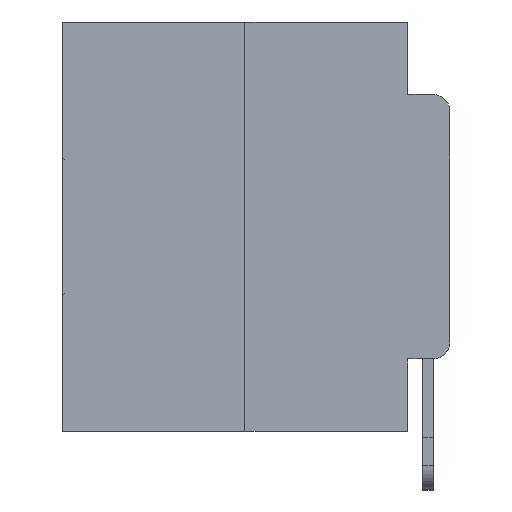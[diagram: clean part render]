
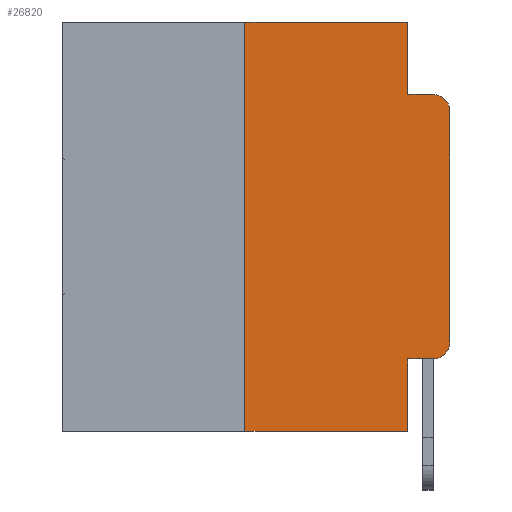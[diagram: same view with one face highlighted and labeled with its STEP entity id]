
A CAD part, left-side view. The second image highlights one B-rep face of the part: STEP entity #26820.
In plain terms, the highlighted planar face has unit normal (-1, 0, 0).
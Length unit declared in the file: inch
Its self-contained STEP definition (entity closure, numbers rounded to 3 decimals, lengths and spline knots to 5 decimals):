
#220 = CARTESIAN_POINT ( 'NONE',  ( 0., 0.25, 0. ) ) ;
#295 = LINE ( 'NONE', #4745, #11790 ) ;
#329 = CIRCLE ( 'NONE', #24076, 0.02 ) ;
#332 = DIRECTION ( 'NONE',  ( 0., -1., 0. ) ) ;
#708 = CARTESIAN_POINT ( 'NONE',  ( 0., 0.051, -0.5 ) ) ;
#963 = ORIENTED_EDGE ( 'NONE', *, *, #23318, .F. ) ;
#1584 = VERTEX_POINT ( 'NONE', #220 ) ;
#1683 = ORIENTED_EDGE ( 'NONE', *, *, #26292, .F. ) ;
#1882 = CARTESIAN_POINT ( 'NONE',  ( 0., 0.051, -0.4115 ) ) ;
#2088 = CARTESIAN_POINT ( 'NONE',  ( 0., 0.473, -0.5 ) ) ;
#2174 = ORIENTED_EDGE ( 'NONE', *, *, #17341, .F. ) ;
#2178 = DIRECTION ( 'NONE',  ( 0., -1., 0. ) ) ;
#2192 = LINE ( 'NONE', #14196, #25209 ) ;
#2384 = EDGE_CURVE ( 'NONE', #2735, #9758, #5316, .T. ) ;
#2735 = VERTEX_POINT ( 'NONE', #8355 ) ;
#2740 = DIRECTION ( 'NONE',  ( -1., 0., 0. ) ) ;
#3276 = CARTESIAN_POINT ( 'NONE',  ( 0., 0.02, -0.0885 ) ) ;
#3688 = EDGE_CURVE ( 'NONE', #15879, #2735, #23382, .T. ) ;
#4034 = VERTEX_POINT ( 'NONE', #708 ) ;
#4645 = ORIENTED_EDGE ( 'NONE', *, *, #7030, .T. ) ;
#4745 = CARTESIAN_POINT ( 'NONE',  ( 0., 0.051, 0. ) ) ;
#5024 = VECTOR ( 'NONE', #20369, 39.37008 ) ;
#5288 = CARTESIAN_POINT ( 'NONE',  ( 0., 0.051, 0. ) ) ;
#5316 = LINE ( 'NONE', #25387, #23083 ) ;
#5322 = VECTOR ( 'NONE', #2178, 39.37008 ) ;
#6820 = CARTESIAN_POINT ( 'NONE',  ( 0., 0.051, -0.4115 ) ) ;
#7030 = EDGE_CURVE ( 'NONE', #12374, #4034, #7762, .T. ) ;
#7101 = ORIENTED_EDGE ( 'NONE', *, *, #2384, .T. ) ;
#7107 = LINE ( 'NONE', #15984, #5024 ) ;
#7762 = LINE ( 'NONE', #2088, #5322 ) ;
#8355 = CARTESIAN_POINT ( 'NONE',  ( 0., 0., -0.3915 ) ) ;
#8693 = CARTESIAN_POINT ( 'NONE',  ( 0., 0.051, -0.0885 ) ) ;
#9182 = ORIENTED_EDGE ( 'NONE', *, *, #19788, .F. ) ;
#9466 = CARTESIAN_POINT ( 'NONE',  ( 0., 0.02, -0.4115 ) ) ;
#9499 = VERTEX_POINT ( 'NONE', #3276 ) ;
#9758 = VERTEX_POINT ( 'NONE', #28776 ) ;
#9799 = AXIS2_PLACEMENT_3D ( 'NONE', #25326, #11812, #14069 ) ;
#10602 = EDGE_CURVE ( 'NONE', #25161, #15879, #19724, .T. ) ;
#10898 = VERTEX_POINT ( 'NONE', #8693 ) ;
#11492 = CARTESIAN_POINT ( 'NONE',  ( 0., 0.02, -0.1085 ) ) ;
#11737 = PLANE ( 'NONE',  #15117 ) ;
#11790 = VECTOR ( 'NONE', #20730, 39.37008 ) ;
#11812 = DIRECTION ( 'NONE',  ( -1., 0., 0. ) ) ;
#11830 = DIRECTION ( 'NONE',  ( 0., 0., -1. ) ) ;
#12374 = VERTEX_POINT ( 'NONE', #22217 ) ;
#13222 = DIRECTION ( 'NONE',  ( 0., -1., 0. ) ) ;
#14069 = DIRECTION ( 'NONE',  ( 0., 0., -1. ) ) ;
#14160 = ORIENTED_EDGE ( 'NONE', *, *, #21135, .F. ) ;
#14196 = CARTESIAN_POINT ( 'NONE',  ( 0., 0.051, 0. ) ) ;
#15117 = AXIS2_PLACEMENT_3D ( 'NONE', #25240, #20521, #11830 ) ;
#15879 = VERTEX_POINT ( 'NONE', #9466 ) ;
#15984 = CARTESIAN_POINT ( 'NONE',  ( 0., 0.051, -0.0885 ) ) ;
#16548 = EDGE_LOOP ( 'NONE', ( #7101, #22271, #1683, #2174, #963, #14160, #4645, #9182, #26163, #28021 ) ) ;
#17341 = EDGE_CURVE ( 'NONE', #28036, #10898, #2192, .T. ) ;
#17967 = DIRECTION ( 'NONE',  ( 0., 0., -1. ) ) ;
#19724 = LINE ( 'NONE', #6820, #27038 ) ;
#19761 = VECTOR ( 'NONE', #27801, 39.37008 ) ;
#19788 = EDGE_CURVE ( 'NONE', #25161, #4034, #295, .T. ) ;
#20369 = DIRECTION ( 'NONE',  ( 0., -1., 0. ) ) ;
#20521 = DIRECTION ( 'NONE',  ( 1., 0., 0. ) ) ;
#20730 = DIRECTION ( 'NONE',  ( 0., 0., -1. ) ) ;
#20770 = DIRECTION ( 'NONE',  ( 0., 0., 1. ) ) ;
#21007 = FACE_OUTER_BOUND ( 'NONE', #16548, .T. ) ;
#21013 = DIRECTION ( 'NONE',  ( 0., 0., -1. ) ) ;
#21070 = CARTESIAN_POINT ( 'NONE',  ( 0., 0.25, 0. ) ) ;
#21135 = EDGE_CURVE ( 'NONE', #12374, #1584, #27411, .T. ) ;
#21731 = VECTOR ( 'NONE', #13222, 39.37008 ) ;
#22217 = CARTESIAN_POINT ( 'NONE',  ( 0., 0.25, -0.5 ) ) ;
#22271 = ORIENTED_EDGE ( 'NONE', *, *, #24726, .T. ) ;
#23083 = VECTOR ( 'NONE', #20770, 39.37008 ) ;
#23318 = EDGE_CURVE ( 'NONE', #1584, #28036, #27643, .T. ) ;
#23382 = CIRCLE ( 'NONE', #9799, 0.02 ) ;
#24076 = AXIS2_PLACEMENT_3D ( 'NONE', #11492, #2740, #17967 ) ;
#24726 = EDGE_CURVE ( 'NONE', #9758, #9499, #329, .T. ) ;
#25161 = VERTEX_POINT ( 'NONE', #1882 ) ;
#25209 = VECTOR ( 'NONE', #21013, 39.37008 ) ;
#25240 = CARTESIAN_POINT ( 'NONE',  ( 0., 0.473, 0. ) ) ;
#25326 = CARTESIAN_POINT ( 'NONE',  ( 0., 0.02, -0.3915 ) ) ;
#25387 = CARTESIAN_POINT ( 'NONE',  ( 0., 0., 0. ) ) ;
#26163 = ORIENTED_EDGE ( 'NONE', *, *, #10602, .T. ) ;
#26292 = EDGE_CURVE ( 'NONE', #10898, #9499, #7107, .T. ) ;
#26820 = ADVANCED_FACE ( 'NONE', ( #21007 ), #11737, .F. ) ;
#26884 = CARTESIAN_POINT ( 'NONE',  ( 0., 0.473, 0. ) ) ;
#27038 = VECTOR ( 'NONE', #332, 39.37008 ) ;
#27411 = LINE ( 'NONE', #21070, #19761 ) ;
#27643 = LINE ( 'NONE', #26884, #21731 ) ;
#27801 = DIRECTION ( 'NONE',  ( 0., 0., 1. ) ) ;
#28021 = ORIENTED_EDGE ( 'NONE', *, *, #3688, .T. ) ;
#28036 = VERTEX_POINT ( 'NONE', #5288 ) ;
#28776 = CARTESIAN_POINT ( 'NONE',  ( 0., 0., -0.1085 ) ) ;
